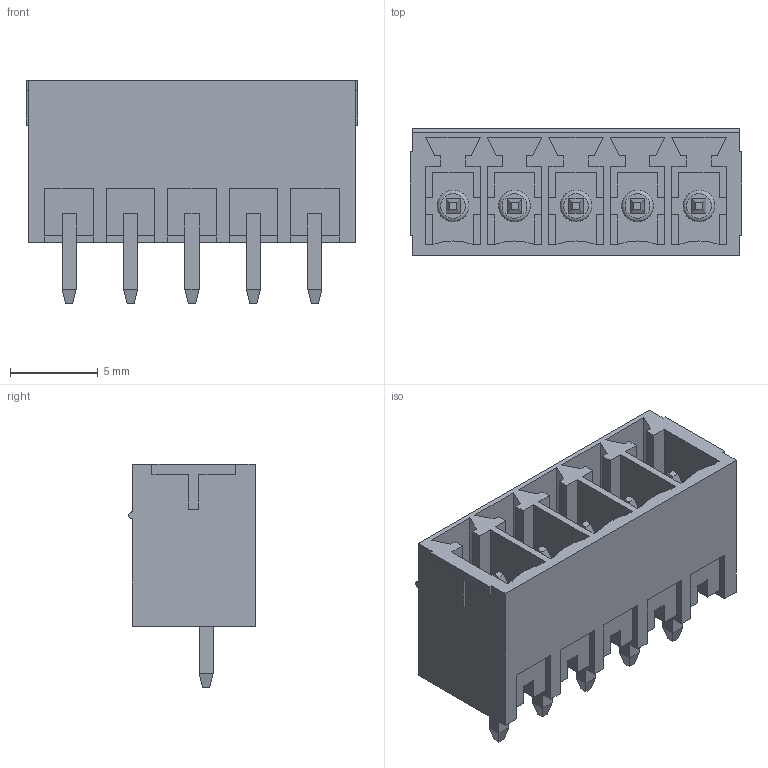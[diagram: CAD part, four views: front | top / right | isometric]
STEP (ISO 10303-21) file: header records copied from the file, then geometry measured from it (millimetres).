
FILE_DESCRIPTION( ( 'Unknown' ), '1' );
FILE_NAME( '691321100005.stp', 'Unknown', ( 'Unknown' ), ( 'Unknown' ), 'PSStep 18.0.17', 'Unknown', ' ' );
FILE_SCHEMA( ( 'AUTOMOTIVE_DESIGN { 1 0 10303 214 1 1 1 1 }' ) );
Length unit declared in the file: millimetre
Products named in the file (3): Assem1; 6913211000xx_PIN; 691321100005
Assembly tree (6 placements, depth 2):
  Assem1
    6913211000xx_PIN  x5
    691321100005
Bounding box: 18.9 x 7.2 x 12.7 mm (x, y, z)
Volume: 565.9 mm3; surface area: 1915.4 mm2
Topology: 6 solids, 6 shells, 299 faces, 796 edges, 514 vertices
Faces by surface type: plane 283, cylinder 11, torus 5
Full cylindrical faces by diameter (mm): 1.8 x5
Entity records: 9636 total; most frequent: CARTESIAN_POINT 1364, ORIENTED_EDGE 1338, DIRECTION 1196, EDGE_CURVE 669, LINE 642, VECTOR 642, VERTEX_POINT 445, AXIS2_PLACEMENT_3D 277
